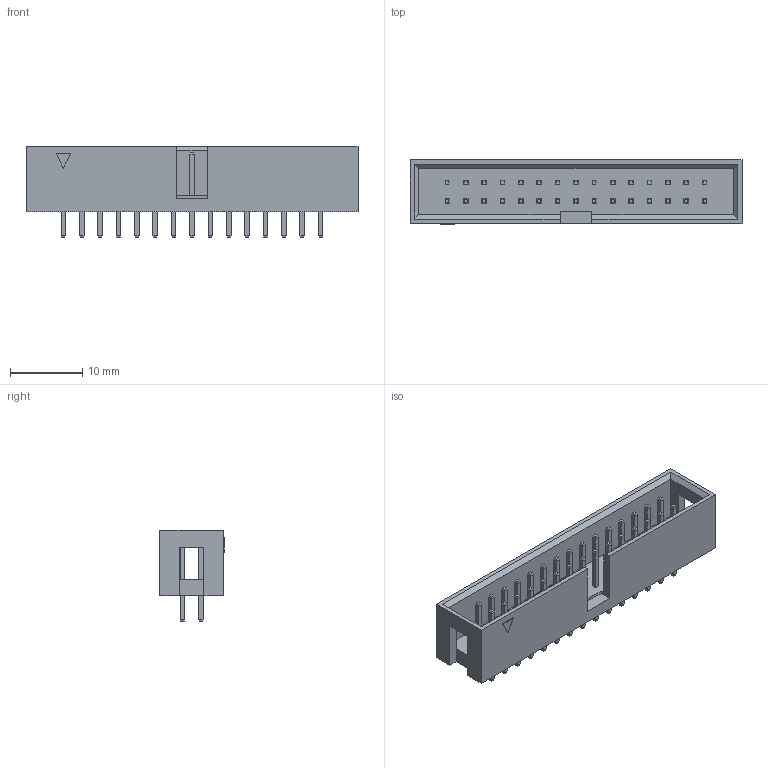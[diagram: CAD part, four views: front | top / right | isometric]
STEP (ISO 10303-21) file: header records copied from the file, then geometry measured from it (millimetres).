
FILE_DESCRIPTION (( 'STEP AP214' ), '1' );
FILE_NAME ('User Library-DS1013-30S (IDC-30MS CONNFLY).STEP', '2018-04-28T16:41:35', ( '' ), ( '' ), 'SwSTEP 2.0', 'SolidWorks 2018', '' );
FILE_SCHEMA (( 'AUTOMOTIVE_DESIGN' ));
Length unit declared in the file: millimetre
Products named in the file (1): User Library-DS1013-30S (IDC-30MS CONNFLY)
Bounding box: 45.9 x 8.9 x 12.6 mm (x, y, z)
Volume: 1729.2 mm3; surface area: 3066.8 mm2
Topology: 1 solids, 1 shells, 576 faces, 1303 edges, 786 vertices
Faces by surface type: plane 576
Entity records: 15861 total; most frequent: CARTESIAN_POINT 2666, ORIENTED_EDGE 2606, DIRECTION 2457, EDGE_CURVE 1303, LINE 1303, VECTOR 1303, VERTEX_POINT 786, EDGE_LOOP 637
